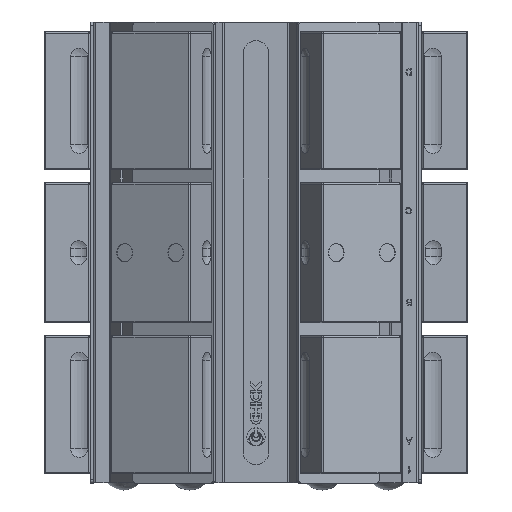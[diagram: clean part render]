
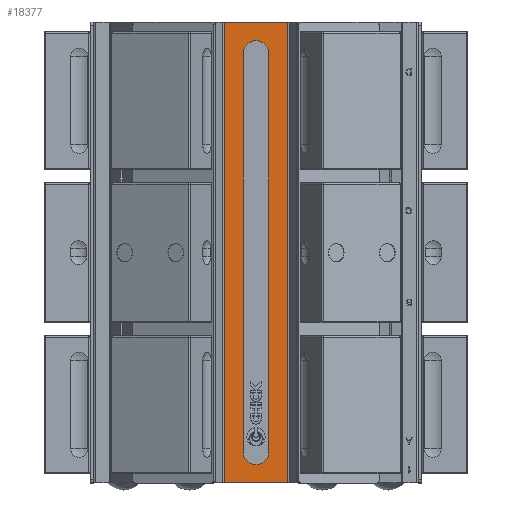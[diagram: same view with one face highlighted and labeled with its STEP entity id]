
A CAD part, left-side view. The second image highlights one B-rep face of the part: STEP entity #18377.
In plain terms, the highlighted planar face has unit normal (-1, 0, 0).
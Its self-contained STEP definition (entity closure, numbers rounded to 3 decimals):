
#16895=CARTESIAN_POINT('',(-81.0,17.321,250.0));
#16896=VERTEX_POINT('',#16895);
#16904=CARTESIAN_POINT('',(-81.,-17.321,250.0));
#16905=VERTEX_POINT('',#16904);
#16906=CARTESIAN_POINT('',(-81.,-17.321,250.0));
#16907=DIRECTION('',(0.0,1.0,0.0));
#16908=VECTOR('',#16907,34.641);
#16909=LINE('',#16906,#16908);
#16910=EDGE_CURVE('',#16905,#16896,#16909,.T.);
#18293=CARTESIAN_POINT('',(-81.0,17.321,0.0));
#18294=VERTEX_POINT('',#18293);
#18302=CARTESIAN_POINT('',(-81.0,17.321,0.0));
#18303=DIRECTION('',(0.0,0.0,1.0));
#18304=VECTOR('',#18303,250.0);
#18305=LINE('',#18302,#18304);
#18306=EDGE_CURVE('',#18294,#16896,#18305,.T.);
#18318=CARTESIAN_POINT('',(-81.,-17.898,0.0));
#18319=DIRECTION('',(-1.0,0.0,0.0));
#18320=DIRECTION('',(0.0,0.0,1.0));
#18321=AXIS2_PLACEMENT_3D('',#18318,#18319,#18320);
#18322=PLANE('',#18321);
#18323=ORIENTED_EDGE('',*,*,#18306,.F.);
#18324=CARTESIAN_POINT('',(-81.,-17.321,0.0));
#18325=VERTEX_POINT('',#18324);
#18326=CARTESIAN_POINT('',(-81.0,17.321,0.0));
#18327=DIRECTION('',(0.0,-1.0,0.0));
#18328=VECTOR('',#18327,34.641);
#18329=LINE('',#18326,#18328);
#18330=EDGE_CURVE('',#18294,#18325,#18329,.T.);
#18331=ORIENTED_EDGE('',*,*,#18330,.T.);
#18332=CARTESIAN_POINT('',(-81.,-17.321,250.0));
#18333=DIRECTION('',(0.0,0.0,-1.0));
#18334=VECTOR('',#18333,250.0);
#18335=LINE('',#18332,#18334);
#18336=EDGE_CURVE('',#16905,#18325,#18335,.T.);
#18337=ORIENTED_EDGE('',*,*,#18336,.F.);
#18338=ORIENTED_EDGE('',*,*,#16910,.T.);
#18339=EDGE_LOOP('',(#18323,#18331,#18337,#18338));
#18340=FACE_OUTER_BOUND('',#18339,.T.);
#18341=CARTESIAN_POINT('',(-81.,-7.,17.));
#18342=VERTEX_POINT('',#18341);
#18343=CARTESIAN_POINT('',(-81.0,7.,17.));
#18344=VERTEX_POINT('',#18343);
#18345=CARTESIAN_POINT('',(-81.,0.,17.));
#18346=DIRECTION('',(1.0,0.0,0.0));
#18347=DIRECTION('',(0.0,1.0,0.0));
#18348=AXIS2_PLACEMENT_3D('',#18345,#18346,#18347);
#18349=CIRCLE('',#18348,7.);
#18350=EDGE_CURVE('',#18342,#18344,#18349,.T.);
#18351=ORIENTED_EDGE('',*,*,#18350,.T.);
#18352=CARTESIAN_POINT('',(-81.0,7.,233.0));
#18353=VERTEX_POINT('',#18352);
#18354=CARTESIAN_POINT('',(-81.0,7.,17.));
#18355=DIRECTION('',(0.0,0.0,1.0));
#18356=VECTOR('',#18355,216.);
#18357=LINE('',#18354,#18356);
#18358=EDGE_CURVE('',#18344,#18353,#18357,.T.);
#18359=ORIENTED_EDGE('',*,*,#18358,.T.);
#18360=CARTESIAN_POINT('',(-81.,-7.,233.0));
#18361=VERTEX_POINT('',#18360);
#18362=CARTESIAN_POINT('',(-81.,0.,233.0));
#18363=DIRECTION('',(1.0,0.0,0.0));
#18364=DIRECTION('',(0.0,-1.0,0.0));
#18365=AXIS2_PLACEMENT_3D('',#18362,#18363,#18364);
#18366=CIRCLE('',#18365,7.);
#18367=EDGE_CURVE('',#18353,#18361,#18366,.T.);
#18368=ORIENTED_EDGE('',*,*,#18367,.T.);
#18369=CARTESIAN_POINT('',(-81.,-7.,233.0));
#18370=DIRECTION('',(0.0,0.0,-1.0));
#18371=VECTOR('',#18370,216.0);
#18372=LINE('',#18369,#18371);
#18373=EDGE_CURVE('',#18361,#18342,#18372,.T.);
#18374=ORIENTED_EDGE('',*,*,#18373,.T.);
#18375=EDGE_LOOP('',(#18351,#18359,#18368,#18374));
#18376=FACE_BOUND('',#18375,.T.);
#18377=ADVANCED_FACE('',(#18340,#18376),#18322,.T.);
